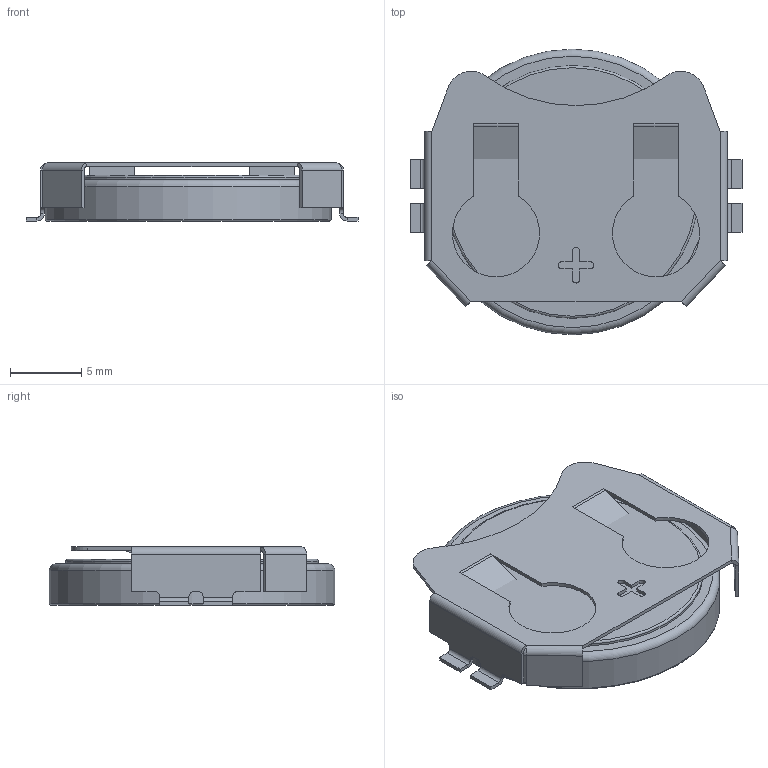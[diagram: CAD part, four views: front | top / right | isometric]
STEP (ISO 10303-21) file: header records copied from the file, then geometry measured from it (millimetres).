
FILE_DESCRIPTION(/* description */ (''),/* implementation_level */ '2;1');
FILE_NAME(/* name */ 'Battery Holder - CR2032 - Keystone - 3034 - With Battery v1.step',/* time_stamp */ '2022-10-28T11:39:24+01:00',/* author */ (''),/* organization */ (''),/* preprocessor_version */ 'ST-DEVELOPER v19.2',/* originating_system */ 'Autodesk Translation Framework v11.17.0.187',/* authorisation */ '');
FILE_SCHEMA (('AUTOMOTIVE_DESIGN { 1 0 10303 214 3 1 1 }'));
Length unit declared in the file: millimetre
Products named in the file (2): Battery Holder - CR2032 - Keystone - 3034 - With Battery; Battery - CR2032
Assembly tree (1 placements, depth 2):
  Battery Holder - CR2032 - Keystone - 3034 - With Battery
    Battery - CR2032
Bounding box: 23.24 x 20 x 4.06 mm (x, y, z)
Volume: 1069 mm3; surface area: 1550.8 mm2
Topology: 2 solids, 2 shells, 162 faces, 372 edges, 215 vertices
Faces by surface type: plane 116, cylinder 43, torus 3
Full cylindrical faces by diameter (mm): 17.7 x1, 20 x1
Entity records: 4502 total; most frequent: DIRECTION 794, CARTESIAN_POINT 752, ORIENTED_EDGE 744, EDGE_CURVE 372, LINE 280, VECTOR 280, AXIS2_PLACEMENT_3D 257, VERTEX_POINT 215
